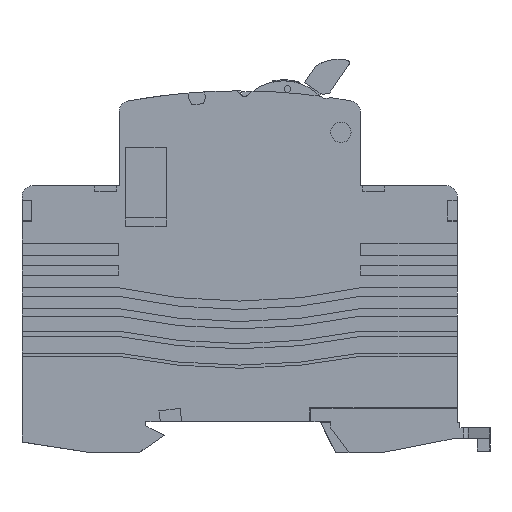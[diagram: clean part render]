
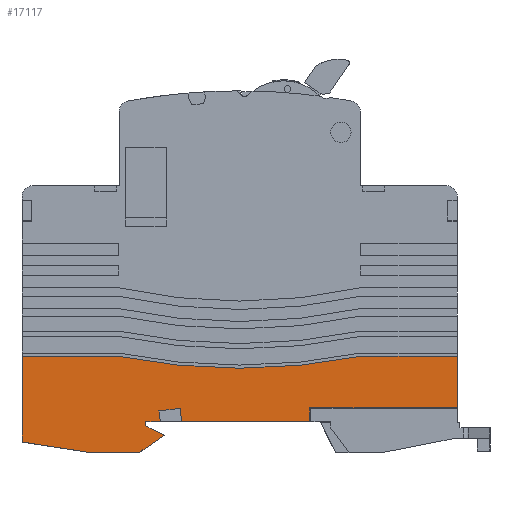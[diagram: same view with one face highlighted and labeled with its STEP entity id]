
A CAD part, left-side view. The second image highlights one B-rep face of the part: STEP entity #17117.
In plain terms, the highlighted planar face has unit normal (-1, 0, 0).
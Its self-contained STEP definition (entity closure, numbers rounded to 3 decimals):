
#81 = ORIENTED_EDGE ( 'NONE', *, *, #23745, .T. ) ;
#398 = ORIENTED_EDGE ( 'NONE', *, *, #8061, .F. ) ;
#434 = EDGE_CURVE ( 'NONE', #1113, #20729, #26514, .T. ) ;
#447 = CARTESIAN_POINT ( 'NONE',  ( -8.75, -13.1, 5.8 ) ) ;
#500 = ORIENTED_EDGE ( 'NONE', *, *, #8942, .F. ) ;
#633 = VERTEX_POINT ( 'NONE', #19397 ) ;
#771 = AXIS2_PLACEMENT_3D ( 'NONE', #19628, #21976, #9282 ) ;
#786 = CARTESIAN_POINT ( 'NONE',  ( -8.75, 11.118, 8.3 ) ) ;
#863 = LINE ( 'NONE', #26011, #9190 ) ;
#885 = CARTESIAN_POINT ( 'NONE',  ( -8.75, -13.1, 8.4 ) ) ;
#1113 = VERTEX_POINT ( 'NONE', #1869 ) ;
#1419 = VERTEX_POINT ( 'NONE', #24297 ) ;
#1597 = VECTOR ( 'NONE', #19196, 1000. ) ;
#1793 = ORIENTED_EDGE ( 'NONE', *, *, #7038, .F. ) ;
#1869 = CARTESIAN_POINT ( 'NONE',  ( -8.75, 27.6, 0. ) ) ;
#1878 = VERTEX_POINT ( 'NONE', #14503 ) ;
#2163 = VECTOR ( 'NONE', #3324, 1000. ) ;
#2205 = EDGE_CURVE ( 'NONE', #24825, #20128, #10422, .T. ) ;
#2285 = CARTESIAN_POINT ( 'NONE',  ( -8.75, -40.6, 18. ) ) ;
#2325 = EDGE_CURVE ( 'NONE', #26131, #12663, #10091, .T. ) ;
#2600 = CARTESIAN_POINT ( 'NONE',  ( -8.75, -22.6, 18. ) ) ;
#2685 = LINE ( 'NONE', #447, #1597 ) ;
#2689 = DIRECTION ( 'NONE',  ( 0., 0., -1. ) ) ;
#2880 = EDGE_LOOP ( 'NONE', ( #12582, #8831, #19926, #15254, #1793, #22009, #398, #11652, #18245, #25917, #6765, #19996, #500, #22792, #11743, #81, #23977 ) ) ;
#3266 = LINE ( 'NONE', #9567, #7607 ) ;
#3324 = DIRECTION ( 'NONE',  ( 0., 1., 0. ) ) ;
#3350 = CARTESIAN_POINT ( 'NONE',  ( -8.75, 14.8, 5.8 ) ) ;
#3365 = LINE ( 'NONE', #18331, #25844 ) ;
#3430 = VECTOR ( 'NONE', #7627, 1000. ) ;
#3570 = VECTOR ( 'NONE', #4408, 1000. ) ;
#3627 = DIRECTION ( 'NONE',  ( 0., 0., 1. ) ) ;
#4408 = DIRECTION ( 'NONE',  ( 0., -0.126, -0.992 ) ) ;
#5319 = CARTESIAN_POINT ( 'NONE',  ( -8.75, 27.6, 0. ) ) ;
#5694 = CARTESIAN_POINT ( 'NONE',  ( -8.75, 11.118, 8.3 ) ) ;
#5891 = LINE ( 'NONE', #27509, #18224 ) ;
#6695 = LINE ( 'NONE', #19268, #10226 ) ;
#6765 = ORIENTED_EDGE ( 'NONE', *, *, #23777, .F. ) ;
#6771 = CARTESIAN_POINT ( 'NONE',  ( -8.75, 14.8, 5.8 ) ) ;
#7038 = EDGE_CURVE ( 'NONE', #15162, #26330, #2685, .T. ) ;
#7074 = VERTEX_POINT ( 'NONE', #12783 ) ;
#7607 = VECTOR ( 'NONE', #20310, 1000. ) ;
#7627 = DIRECTION ( 'NONE',  ( 0., 0.992, -0.126 ) ) ;
#7862 = DIRECTION ( 'NONE',  ( 0., 0.9, 0.437 ) ) ;
#7935 = CARTESIAN_POINT ( 'NONE',  ( -8.75, 0., -48.657 ) ) ;
#8061 = EDGE_CURVE ( 'NONE', #1419, #633, #19331, .T. ) ;
#8185 = CARTESIAN_POINT ( 'NONE',  ( -8.75, 15.054, 7.8 ) ) ;
#8266 = CARTESIAN_POINT ( 'NONE',  ( -8.75, 40.6, 18. ) ) ;
#8582 = LINE ( 'NONE', #2285, #19421 ) ;
#8765 = EDGE_CURVE ( 'NONE', #17962, #26330, #5891, .T. ) ;
#8831 = ORIENTED_EDGE ( 'NONE', *, *, #20599, .F. ) ;
#8942 = EDGE_CURVE ( 'NONE', #7074, #1113, #18421, .T. ) ;
#9190 = VECTOR ( 'NONE', #7862, 1000. ) ;
#9282 = DIRECTION ( 'NONE',  ( 0., 0., -1. ) ) ;
#9567 = CARTESIAN_POINT ( 'NONE',  ( -8.75, 18.8, 0. ) ) ;
#9644 = VECTOR ( 'NONE', #22800, 1000. ) ;
#9708 = VECTOR ( 'NONE', #2689, 1000. ) ;
#10091 = LINE ( 'NONE', #8266, #9644 ) ;
#10173 = DIRECTION ( 'NONE',  ( 0., 0., 1. ) ) ;
#10214 = CARTESIAN_POINT ( 'NONE',  ( -8.75, 17.5, 5. ) ) ;
#10226 = VECTOR ( 'NONE', #15214, 1000. ) ;
#10359 = VECTOR ( 'NONE', #22015, 1000. ) ;
#10422 = LINE ( 'NONE', #6771, #3570 ) ;
#10708 = VERTEX_POINT ( 'NONE', #5694 ) ;
#10832 = DIRECTION ( 'NONE',  ( 0., -1., 0. ) ) ;
#10883 = CARTESIAN_POINT ( 'NONE',  ( -8.75, 22.6, 18. ) ) ;
#11308 = EDGE_CURVE ( 'NONE', #1878, #20128, #3365, .T. ) ;
#11652 = ORIENTED_EDGE ( 'NONE', *, *, #24118, .F. ) ;
#11743 = ORIENTED_EDGE ( 'NONE', *, *, #23251, .T. ) ;
#12024 = EDGE_CURVE ( 'NONE', #7074, #15317, #3266, .T. ) ;
#12582 = ORIENTED_EDGE ( 'NONE', *, *, #2205, .F. ) ;
#12610 = EDGE_CURVE ( 'NONE', #17962, #10708, #21609, .T. ) ;
#12663 = VERTEX_POINT ( 'NONE', #10883 ) ;
#12783 = CARTESIAN_POINT ( 'NONE',  ( -8.75, 18.8, 0. ) ) ;
#13349 = CARTESIAN_POINT ( 'NONE',  ( -8.75, -13.1, 5.8 ) ) ;
#13745 = CIRCLE ( 'NONE', #771, 115.926 ) ;
#14264 = DIRECTION ( 'NONE',  ( 0., 0.988, 0.152 ) ) ;
#14503 = CARTESIAN_POINT ( 'NONE',  ( -8.75, 17.5, 5.8 ) ) ;
#14683 = DIRECTION ( 'NONE',  ( 0., 0., 1. ) ) ;
#14956 = CARTESIAN_POINT ( 'NONE',  ( -8.75, 15.054, 7.8 ) ) ;
#14980 = CARTESIAN_POINT ( 'NONE',  ( -8.75, 10.8, 5.8 ) ) ;
#15162 = VERTEX_POINT ( 'NONE', #885 ) ;
#15214 = DIRECTION ( 'NONE',  ( 0., -1., 0. ) ) ;
#15254 = ORIENTED_EDGE ( 'NONE', *, *, #8765, .T. ) ;
#15317 = VERTEX_POINT ( 'NONE', #20559 ) ;
#16186 = AXIS2_PLACEMENT_3D ( 'NONE', #7935, #25089, #10173 ) ;
#16725 = VECTOR ( 'NONE', #14683, 1000. ) ;
#16774 = DIRECTION ( 'NONE',  ( 0., -1., 0. ) ) ;
#17117 = ADVANCED_FACE ( 'NONE', ( #27180 ), #24544, .T. ) ;
#17244 = CARTESIAN_POINT ( 'NONE',  ( -8.75, 40.6, 2. ) ) ;
#17534 = VECTOR ( 'NONE', #14264, 1000. ) ;
#17962 = VERTEX_POINT ( 'NONE', #14980 ) ;
#18224 = VECTOR ( 'NONE', #16774, 1000. ) ;
#18245 = ORIENTED_EDGE ( 'NONE', *, *, #20870, .F. ) ;
#18331 = CARTESIAN_POINT ( 'NONE',  ( -8.75, 17.5, 5.8 ) ) ;
#18381 = LINE ( 'NONE', #8185, #3430 ) ;
#18421 = LINE ( 'NONE', #20233, #2163 ) ;
#18586 = LINE ( 'NONE', #18733, #19394 ) ;
#18733 = CARTESIAN_POINT ( 'NONE',  ( -8.75, 40.6, 0. ) ) ;
#19136 = LINE ( 'NONE', #10214, #16725 ) ;
#19196 = DIRECTION ( 'NONE',  ( 0., 0., -1. ) ) ;
#19268 = CARTESIAN_POINT ( 'NONE',  ( -8.75, -13.1, 8.4 ) ) ;
#19331 = LINE ( 'NONE', #21827, #9708 ) ;
#19394 = VECTOR ( 'NONE', #3627, 1000. ) ;
#19397 = CARTESIAN_POINT ( 'NONE',  ( -8.75, -40.6, 8.4 ) ) ;
#19421 = VECTOR ( 'NONE', #10832, 1000. ) ;
#19628 = CARTESIAN_POINT ( 'NONE',  ( -8.75, 0., 131.702 ) ) ;
#19926 = ORIENTED_EDGE ( 'NONE', *, *, #12610, .F. ) ;
#19996 = ORIENTED_EDGE ( 'NONE', *, *, #434, .F. ) ;
#20128 = VERTEX_POINT ( 'NONE', #3350 ) ;
#20233 = CARTESIAN_POINT ( 'NONE',  ( -8.75, 40.6, 0. ) ) ;
#20310 = DIRECTION ( 'NONE',  ( 0., -0.824, 0.567 ) ) ;
#20408 = VERTEX_POINT ( 'NONE', #2600 ) ;
#20559 = CARTESIAN_POINT ( 'NONE',  ( -8.75, 14., 3.3 ) ) ;
#20599 = EDGE_CURVE ( 'NONE', #10708, #24825, #18381, .T. ) ;
#20729 = VERTEX_POINT ( 'NONE', #17244 ) ;
#20870 = EDGE_CURVE ( 'NONE', #12663, #20408, #13745, .T. ) ;
#21295 = CARTESIAN_POINT ( 'NONE',  ( -8.75, 40.6, 18. ) ) ;
#21609 = LINE ( 'NONE', #786, #10359 ) ;
#21827 = CARTESIAN_POINT ( 'NONE',  ( -8.75, -40.6, 0. ) ) ;
#21976 = DIRECTION ( 'NONE',  ( -1., 0., 0. ) ) ;
#22009 = ORIENTED_EDGE ( 'NONE', *, *, #26922, .T. ) ;
#22015 = DIRECTION ( 'NONE',  ( 0., 0.126, 0.992 ) ) ;
#22657 = DIRECTION ( 'NONE',  ( 0., -1., 0. ) ) ;
#22792 = ORIENTED_EDGE ( 'NONE', *, *, #12024, .T. ) ;
#22800 = DIRECTION ( 'NONE',  ( 0., -1., 0. ) ) ;
#23251 = EDGE_CURVE ( 'NONE', #15317, #25766, #863, .T. ) ;
#23745 = EDGE_CURVE ( 'NONE', #25766, #1878, #19136, .T. ) ;
#23777 = EDGE_CURVE ( 'NONE', #20729, #26131, #18586, .T. ) ;
#23977 = ORIENTED_EDGE ( 'NONE', *, *, #11308, .T. ) ;
#24118 = EDGE_CURVE ( 'NONE', #20408, #1419, #8582, .T. ) ;
#24297 = CARTESIAN_POINT ( 'NONE',  ( -8.75, -40.6, 18. ) ) ;
#24544 = PLANE ( 'NONE',  #16186 ) ;
#24825 = VERTEX_POINT ( 'NONE', #14956 ) ;
#25089 = DIRECTION ( 'NONE',  ( -1., 0., 0. ) ) ;
#25766 = VERTEX_POINT ( 'NONE', #27588 ) ;
#25844 = VECTOR ( 'NONE', #22657, 1000. ) ;
#25917 = ORIENTED_EDGE ( 'NONE', *, *, #2325, .F. ) ;
#26011 = CARTESIAN_POINT ( 'NONE',  ( -8.75, 14., 3.3 ) ) ;
#26131 = VERTEX_POINT ( 'NONE', #21295 ) ;
#26330 = VERTEX_POINT ( 'NONE', #13349 ) ;
#26514 = LINE ( 'NONE', #5319, #17534 ) ;
#26922 = EDGE_CURVE ( 'NONE', #15162, #633, #6695, .T. ) ;
#27180 = FACE_OUTER_BOUND ( 'NONE', #2880, .T. ) ;
#27509 = CARTESIAN_POINT ( 'NONE',  ( -8.75, 17.5, 5.8 ) ) ;
#27588 = CARTESIAN_POINT ( 'NONE',  ( -8.75, 17.5, 5. ) ) ;
